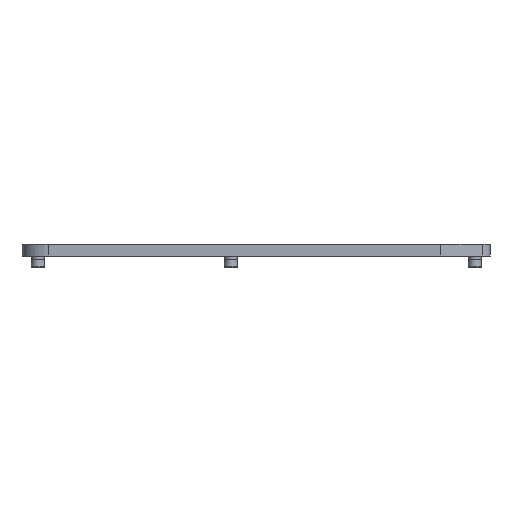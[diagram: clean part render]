
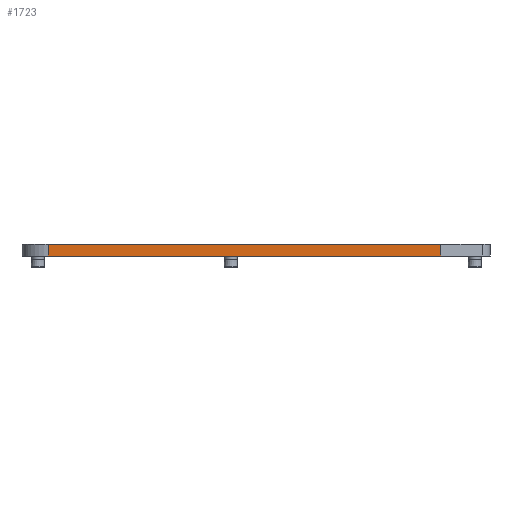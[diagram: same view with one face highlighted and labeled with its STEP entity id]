
A CAD part, front view. The second image highlights one B-rep face of the part: STEP entity #1723.
In plain terms, the highlighted planar face has unit normal (0, -1, 0).
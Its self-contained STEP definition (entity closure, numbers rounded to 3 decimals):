
#90=DIRECTION('',(1.,0.,0.));
#91=VECTOR('',#90,74.645);
#92=CARTESIAN_POINT('',(-23.7,0.2,5.1));
#93=LINE('',#92,#91);
#427=DIRECTION('',(1.,0.,0.));
#428=VECTOR('',#427,74.645);
#429=CARTESIAN_POINT('',(-23.7,0.2,7.3));
#430=LINE('',#429,#428);
#640=DIRECTION('',(0.,0.,1.));
#641=VECTOR('',#640,2.2);
#642=CARTESIAN_POINT('',(50.945,0.2,5.1));
#643=LINE('',#642,#641);
#644=DIRECTION('',(0.,0.,1.));
#645=VECTOR('',#644,2.2);
#646=CARTESIAN_POINT('',(-23.7,0.2,5.1));
#647=LINE('',#646,#645);
#676=CARTESIAN_POINT('',(-23.7,0.2,5.1));
#677=VERTEX_POINT('',#676);
#678=CARTESIAN_POINT('',(50.945,0.2,5.1));
#679=VERTEX_POINT('',#678);
#706=CARTESIAN_POINT('',(-23.7,0.2,7.3));
#707=VERTEX_POINT('',#706);
#708=CARTESIAN_POINT('',(50.945,0.2,7.3));
#709=VERTEX_POINT('',#708);
#1711=CARTESIAN_POINT('',(-23.7,0.2,5.1));
#1712=DIRECTION('',(0.,-1.,0.));
#1713=DIRECTION('',(1.,0.,0.));
#1714=AXIS2_PLACEMENT_3D('',#1711,#1712,#1713);
#1715=PLANE('',#1714);
#1716=ORIENTED_EDGE('',*,*,#887,.F.);
#1718=ORIENTED_EDGE('',*,*,#1717,.T.);
#1719=ORIENTED_EDGE('',*,*,#1266,.T.);
#1720=ORIENTED_EDGE('',*,*,#1704,.F.);
#1721=EDGE_LOOP('',(#1716,#1718,#1719,#1720));
#1722=FACE_OUTER_BOUND('',#1721,.F.);
#1723=ADVANCED_FACE('',(#1722),#1715,.T.);
#887=EDGE_CURVE('',#677,#679,#93,.T.);
#1266=EDGE_CURVE('',#707,#709,#430,.T.);
#1704=EDGE_CURVE('',#679,#709,#643,.T.);
#1717=EDGE_CURVE('',#677,#707,#647,.T.);
